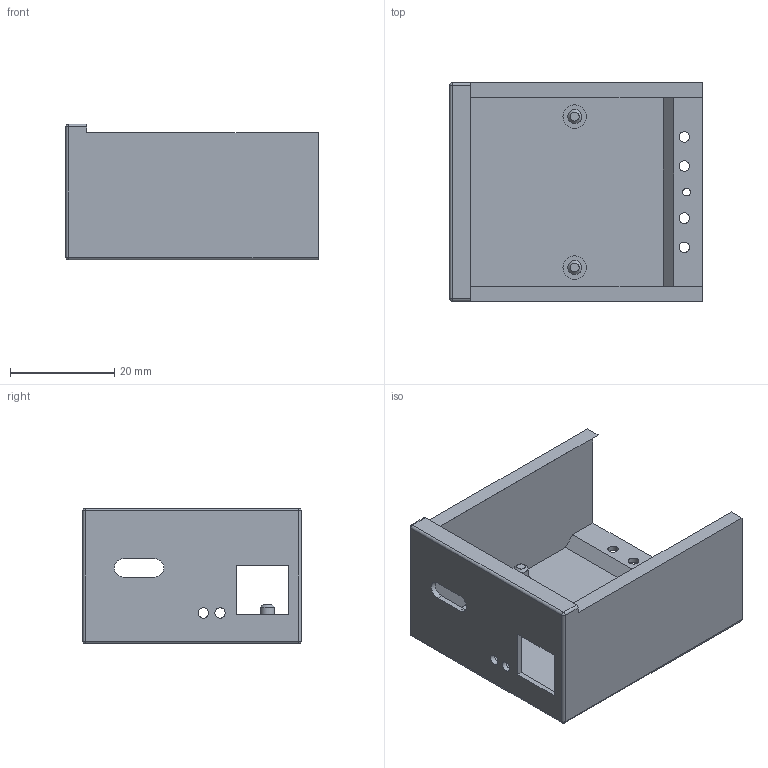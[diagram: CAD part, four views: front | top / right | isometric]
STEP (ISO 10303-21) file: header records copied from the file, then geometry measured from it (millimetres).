
FILE_DESCRIPTION(('FreeCAD Model'),'2;1');
FILE_NAME('Open CASCADE Shape Model','2025-12-27T18:40:55',(''),(''), 'Open CASCADE STEP processor 7.7','FreeCAD','Unknown');
FILE_SCHEMA(('AUTOMOTIVE_DESIGN { 1 0 10303 214 1 1 1 1 }'));
Length unit declared in the file: millimetre
Products named in the file (1): Pocket012
Bounding box: 48.5 x 42 x 26 mm (x, y, z)
Volume: 6737 mm3; surface area: 11250.1 mm2
Topology: 1 solids, 1 shells, 60 faces, 152 edges, 94 vertices
Faces by surface type: plane 33, cylinder 21, sphere 4, cone 2
Full cylindrical faces by diameter (mm): 1.5 x1, 2 x6, 2.7 x2, 4.5 x2
Entity records: 1822 total; most frequent: DIRECTION 314, CARTESIAN_POINT 303, ORIENTED_EDGE 296, EDGE_CURVE 148, AXIS2_PLACEMENT_3D 105, LINE 104, VECTOR 104, VERTEX_POINT 94
